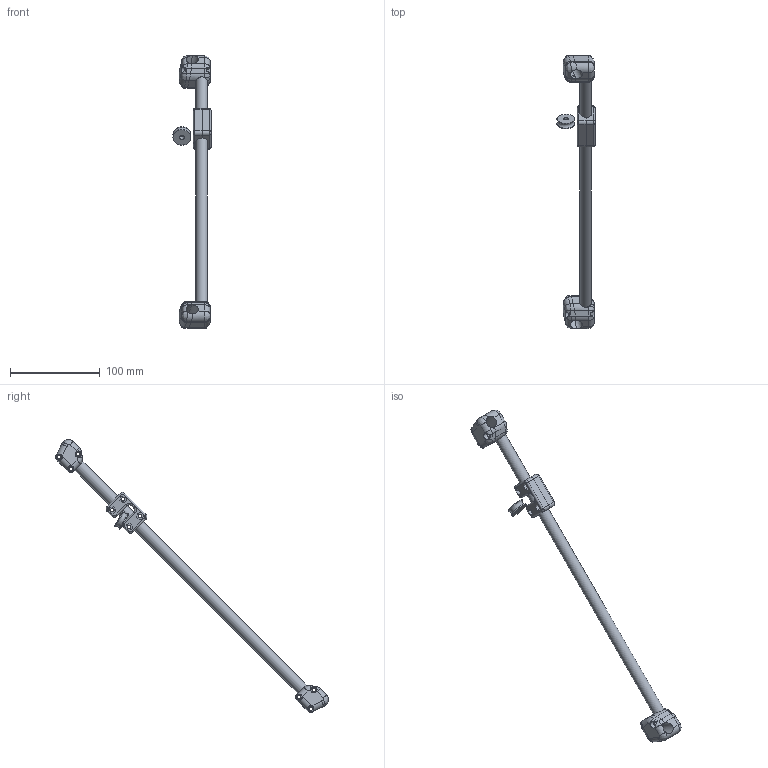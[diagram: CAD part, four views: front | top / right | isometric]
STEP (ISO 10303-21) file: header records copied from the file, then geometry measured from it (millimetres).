
FILE_DESCRIPTION(/* description */ (''),/* implementation_level */ '2;1');
FILE_NAME(/* name */ 'High pull start.step',/* time_stamp */ '2025-09-22T16:30:56-04:00',/* author */ (''),/* organization */ (''),/* preprocessor_version */ 'ST-DEVELOPER v20.1',/* originating_system */ 'Autodesk Translation Framework v14.17.0.0',/* authorisation */ '');
FILE_SCHEMA (('AUTOMOTIVE_DESIGN { 1 0 10303 214 3 1 1 }'));
Length unit declared in the file: millimetre
Products named in the file (1): High pull start
Bounding box: 42.51 x 304.57 x 304.57 mm (x, y, z)
Volume: 94616.9 mm3; surface area: 41356.1 mm2
Topology: 8 solids, 8 shells, 315 faces, 824 edges, 524 vertices
Faces by surface type: plane 144, cylinder 122, bspline 42, torus 7
Full cylindrical faces by diameter (mm): 4 x14, 4.2 x3, 4.6 x3, 5 x1, 7 x8, 13 x1, 13.2 x2, 20 x2
Entity records: 11598 total; most frequent: CARTESIAN_POINT 3811, ORIENTED_EDGE 1644, DIRECTION 1581, EDGE_CURVE 822, AXIS2_PLACEMENT_3D 588, VERTEX_POINT 524, LINE 405, VECTOR 405
